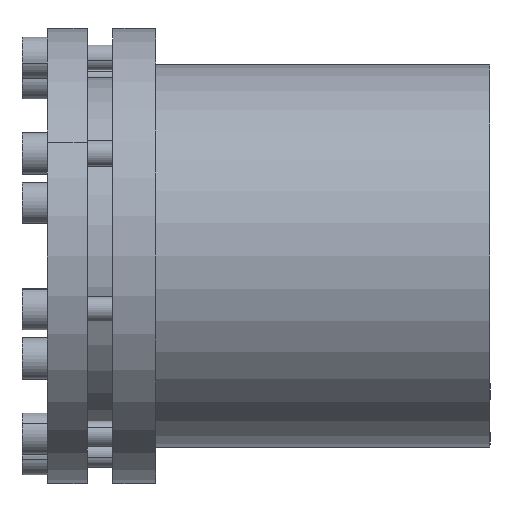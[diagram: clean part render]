
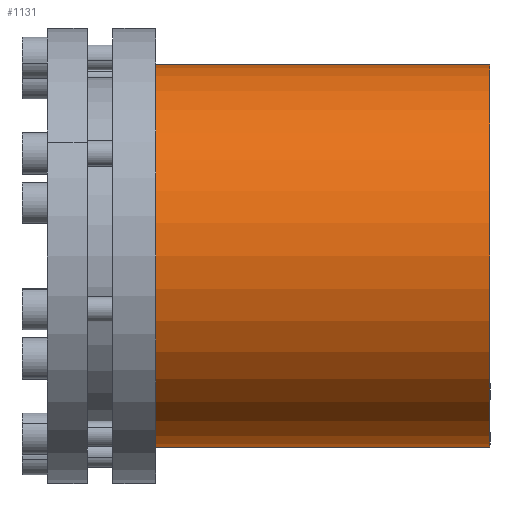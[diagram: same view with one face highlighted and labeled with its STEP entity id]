
A CAD part, left-side view. The second image highlights one B-rep face of the part: STEP entity #1131.
In plain terms, the highlighted cylindrical face has radius 60 mm (diameter 120 mm), a partial arc.
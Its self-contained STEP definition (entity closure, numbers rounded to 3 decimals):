
#1090=CARTESIAN_POINT('',(1.026,-21.5,-4.305));
#1091=DIRECTION('',(0.0,-1.0,0.0));
#1092=DIRECTION('',(-0.5,0.0,0.866));
#1093=AXIS2_PLACEMENT_3D('',#1090,#1091,#1092);
#1094=CYLINDRICAL_SURFACE('',#1093,60.);
#1095=CARTESIAN_POINT('',(-28.974,-21.5,47.656));
#1096=VERTEX_POINT('',#1095);
#1097=CARTESIAN_POINT('',(-28.974,-126.5,47.656));
#1098=VERTEX_POINT('',#1097);
#1099=CARTESIAN_POINT('',(-28.974,-21.5,47.656));
#1100=DIRECTION('',(0.0,-1.0,0.0));
#1101=VECTOR('',#1100,105.0);
#1102=LINE('',#1099,#1101);
#1103=EDGE_CURVE('',#1096,#1098,#1102,.T.);
#1104=ORIENTED_EDGE('',*,*,#1103,.F.);
#1105=CARTESIAN_POINT('',(31.026,-21.5,-56.267));
#1106=VERTEX_POINT('',#1105);
#1107=CARTESIAN_POINT('',(1.026,-21.5,-4.305));
#1108=DIRECTION('',(0.0,1.0,0.0));
#1109=DIRECTION('',(-0.5,0.0,0.866));
#1110=AXIS2_PLACEMENT_3D('',#1107,#1108,#1109);
#1111=CIRCLE('',#1110,60.);
#1112=EDGE_CURVE('',#1106,#1096,#1111,.T.);
#1113=ORIENTED_EDGE('',*,*,#1112,.F.);
#1114=CARTESIAN_POINT('',(31.026,-126.5,-56.267));
#1115=VERTEX_POINT('',#1114);
#1116=CARTESIAN_POINT('',(31.026,-126.5,-56.267));
#1117=DIRECTION('',(0.0,1.0,0.0));
#1118=VECTOR('',#1117,105.0);
#1119=LINE('',#1116,#1118);
#1120=EDGE_CURVE('',#1115,#1106,#1119,.T.);
#1121=ORIENTED_EDGE('',*,*,#1120,.F.);
#1122=CARTESIAN_POINT('',(1.026,-126.5,-4.305));
#1123=DIRECTION('',(0.0,1.,0.0));
#1124=DIRECTION('',(0.866,0.0,0.5));
#1125=AXIS2_PLACEMENT_3D('',#1122,#1123,#1124);
#1126=CIRCLE('',#1125,60.0);
#1127=EDGE_CURVE('',#1115,#1098,#1126,.T.);
#1128=ORIENTED_EDGE('',*,*,#1127,.T.);
#1129=EDGE_LOOP('',(#1104,#1113,#1121,#1128));
#1130=FACE_OUTER_BOUND('',#1129,.T.);
#1131=ADVANCED_FACE('',(#1130),#1094,.T.);
